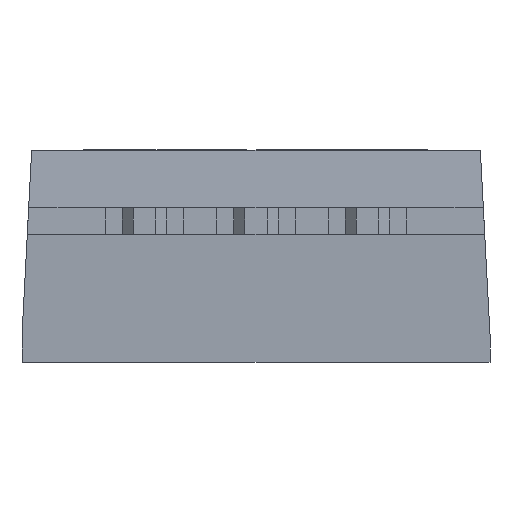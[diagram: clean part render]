
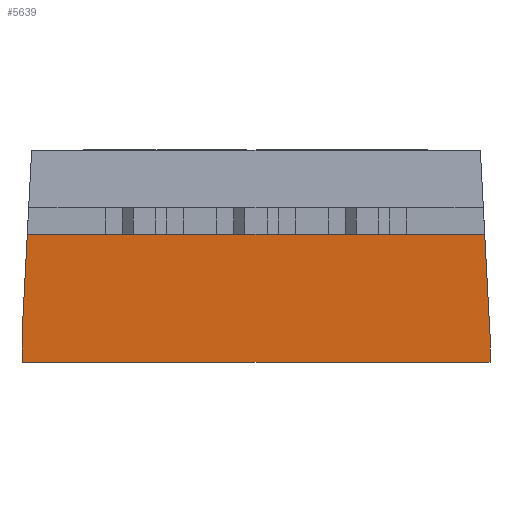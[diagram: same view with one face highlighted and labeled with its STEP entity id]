
A CAD part, front view. The second image highlights one B-rep face of the part: STEP entity #5639.
In plain terms, the highlighted planar face has unit normal (0, -0.999, -0.052).
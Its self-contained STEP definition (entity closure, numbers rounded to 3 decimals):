
#120 = ORIENTED_EDGE ( 'NONE', *, *, #9218, .T. ) ;
#157 = ORIENTED_EDGE ( 'NONE', *, *, #1139, .F. ) ;
#348 = VERTEX_POINT ( 'NONE', #2207 ) ;
#445 = LINE ( 'NONE', #9875, #9904 ) ;
#468 = VECTOR ( 'NONE', #5473, 1000. ) ;
#867 = CARTESIAN_POINT ( 'NONE',  ( -1.65, 0., -0.61 ) ) ;
#923 = VERTEX_POINT ( 'NONE', #8401 ) ;
#938 = EDGE_CURVE ( 'NONE', #923, #9257, #4041, .T. ) ;
#1112 = EDGE_CURVE ( 'NONE', #11015, #7494, #7154, .T. ) ;
#1139 = EDGE_CURVE ( 'NONE', #348, #8318, #2852, .T. ) ;
#1307 = PLANE ( 'NONE',  #7684 ) ;
#1382 = CARTESIAN_POINT ( 'NONE',  ( -5.335, 0., -0.61 ) ) ;
#1551 = LINE ( 'NONE', #1654, #9210 ) ;
#1616 = CARTESIAN_POINT ( 'NONE',  ( -3.43, 0., -0.61 ) ) ;
#1654 = CARTESIAN_POINT ( 'NONE',  ( 5.335, 0., -0.61 ) ) ;
#1695 = CARTESIAN_POINT ( 'NONE',  ( -5.335, 0.153, -3.522 ) ) ;
#1814 = EDGE_CURVE ( 'NONE', #7494, #8685, #1551, .T. ) ;
#1984 = CARTESIAN_POINT ( 'NONE',  ( 5.335, 0.12, -2.9 ) ) ;
#2079 = EDGE_CURVE ( 'NONE', #4568, #9276, #6849, .T. ) ;
#2207 = CARTESIAN_POINT ( 'NONE',  ( 3.43, 0., -0.61 ) ) ;
#2283 = DIRECTION ( 'NONE',  ( 0., -0.999, -0.052 ) ) ;
#2312 = VECTOR ( 'NONE', #6642, 1000. ) ;
#2334 = DIRECTION ( 'NONE',  ( -0.052, 0.052, -0.997 ) ) ;
#2337 = LINE ( 'NONE', #5737, #2312 ) ;
#2500 = DIRECTION ( 'NONE',  ( 1., 0., 0. ) ) ;
#2651 = ORIENTED_EDGE ( 'NONE', *, *, #8999, .T. ) ;
#2757 = LINE ( 'NONE', #9377, #7796 ) ;
#2852 = LINE ( 'NONE', #7213, #8194 ) ;
#2964 = CARTESIAN_POINT ( 'NONE',  ( -5.335, 0.153, -3.522 ) ) ;
#3125 = CARTESIAN_POINT ( 'NONE',  ( -5.335, 0., -0.61 ) ) ;
#3179 = LINE ( 'NONE', #6585, #8642 ) ;
#3198 = DIRECTION ( 'NONE',  ( 1., 0., 0. ) ) ;
#3234 = DIRECTION ( 'NONE',  ( 1., 0., 0. ) ) ;
#3310 = DIRECTION ( 'NONE',  ( 0., -0.052, 0.999 ) ) ;
#3609 = CARTESIAN_POINT ( 'NONE',  ( -5.335, 0., -0.61 ) ) ;
#3645 = LINE ( 'NONE', #9580, #7915 ) ;
#3688 = DIRECTION ( 'NONE',  ( 1., 0., 0. ) ) ;
#3901 = EDGE_CURVE ( 'NONE', #9563, #5431, #8171, .T. ) ;
#3952 = EDGE_CURVE ( 'NONE', #9276, #9563, #2337, .T. ) ;
#4041 = LINE ( 'NONE', #1382, #11036 ) ;
#4436 = DIRECTION ( 'NONE',  ( 1., 0., 0. ) ) ;
#4568 = VERTEX_POINT ( 'NONE', #867 ) ;
#4641 = CARTESIAN_POINT ( 'NONE',  ( 0.89, 0., -0.61 ) ) ;
#4701 = CARTESIAN_POINT ( 'NONE',  ( -5.335, 0., -0.61 ) ) ;
#4714 = ORIENTED_EDGE ( 'NONE', *, *, #1112, .T. ) ;
#5187 = ORIENTED_EDGE ( 'NONE', *, *, #2079, .F. ) ;
#5431 = VERTEX_POINT ( 'NONE', #8549 ) ;
#5473 = DIRECTION ( 'NONE',  ( 1., 0., 0. ) ) ;
#5639 = ADVANCED_FACE ( 'NONE', ( #10721 ), #1307, .T. ) ;
#5688 = DIRECTION ( 'NONE',  ( 0., 0.052, -0.999 ) ) ;
#5737 = CARTESIAN_POINT ( 'NONE',  ( -5.335, 0., -0.61 ) ) ;
#5804 = EDGE_LOOP ( 'NONE', ( #120, #157, #7790, #9039, #10062, #5187, #8372, #10450, #2651, #7811, #4714, #7886 ) ) ;
#6454 = EDGE_CURVE ( 'NONE', #5431, #348, #3645, .T. ) ;
#6585 = CARTESIAN_POINT ( 'NONE',  ( -5.191, -0.024, -0.161 ) ) ;
#6642 = DIRECTION ( 'NONE',  ( 1., 0., 0. ) ) ;
#6849 = LINE ( 'NONE', #3609, #7621 ) ;
#7098 = DIRECTION ( 'NONE',  ( 0., 0.052, -0.999 ) ) ;
#7154 = LINE ( 'NONE', #2964, #468 ) ;
#7198 = CARTESIAN_POINT ( 'NONE',  ( 5.215, 0., -0.61 ) ) ;
#7213 = CARTESIAN_POINT ( 'NONE',  ( -5.335, 0., -0.61 ) ) ;
#7494 = VERTEX_POINT ( 'NONE', #8608 ) ;
#7621 = VECTOR ( 'NONE', #10264, 1000. ) ;
#7684 = AXIS2_PLACEMENT_3D ( 'NONE', #8175, #2283, #5688 ) ;
#7757 = EDGE_CURVE ( 'NONE', #9257, #4568, #2757, .T. ) ;
#7771 = VERTEX_POINT ( 'NONE', #10058 ) ;
#7790 = ORIENTED_EDGE ( 'NONE', *, *, #6454, .F. ) ;
#7796 = VECTOR ( 'NONE', #2500, 1000. ) ;
#7811 = ORIENTED_EDGE ( 'NONE', *, *, #8678, .T. ) ;
#7886 = ORIENTED_EDGE ( 'NONE', *, *, #1814, .T. ) ;
#7915 = VECTOR ( 'NONE', #4436, 1000. ) ;
#8171 = LINE ( 'NONE', #3125, #10864 ) ;
#8175 = CARTESIAN_POINT ( 'NONE',  ( -5.335, 0.076, -2.066 ) ) ;
#8194 = VECTOR ( 'NONE', #3688, 1000. ) ;
#8318 = VERTEX_POINT ( 'NONE', #7198 ) ;
#8372 = ORIENTED_EDGE ( 'NONE', *, *, #7757, .F. ) ;
#8401 = CARTESIAN_POINT ( 'NONE',  ( -5.215, 0., -0.61 ) ) ;
#8549 = CARTESIAN_POINT ( 'NONE',  ( 1.65, 0., -0.61 ) ) ;
#8608 = CARTESIAN_POINT ( 'NONE',  ( 5.335, 0.153, -3.522 ) ) ;
#8642 = VECTOR ( 'NONE', #2334, 1000. ) ;
#8678 = EDGE_CURVE ( 'NONE', #7771, #11015, #8996, .T. ) ;
#8685 = VERTEX_POINT ( 'NONE', #1984 ) ;
#8996 = LINE ( 'NONE', #4701, #9239 ) ;
#8999 = EDGE_CURVE ( 'NONE', #923, #7771, #3179, .T. ) ;
#9032 = DIRECTION ( 'NONE',  ( -0.052, -0.052, 0.997 ) ) ;
#9039 = ORIENTED_EDGE ( 'NONE', *, *, #3901, .F. ) ;
#9210 = VECTOR ( 'NONE', #3310, 1000. ) ;
#9218 = EDGE_CURVE ( 'NONE', #8685, #8318, #445, .T. ) ;
#9239 = VECTOR ( 'NONE', #7098, 1000. ) ;
#9257 = VERTEX_POINT ( 'NONE', #1616 ) ;
#9276 = VERTEX_POINT ( 'NONE', #9356 ) ;
#9356 = CARTESIAN_POINT ( 'NONE',  ( -0.89, 0., -0.61 ) ) ;
#9377 = CARTESIAN_POINT ( 'NONE',  ( -5.335, 0., -0.61 ) ) ;
#9563 = VERTEX_POINT ( 'NONE', #4641 ) ;
#9580 = CARTESIAN_POINT ( 'NONE',  ( -5.335, 0., -0.61 ) ) ;
#9875 = CARTESIAN_POINT ( 'NONE',  ( 5.177, -0.038, 0.117 ) ) ;
#9904 = VECTOR ( 'NONE', #9032, 1000. ) ;
#10058 = CARTESIAN_POINT ( 'NONE',  ( -5.335, 0.12, -2.9 ) ) ;
#10062 = ORIENTED_EDGE ( 'NONE', *, *, #3952, .F. ) ;
#10264 = DIRECTION ( 'NONE',  ( 1., 0., 0. ) ) ;
#10450 = ORIENTED_EDGE ( 'NONE', *, *, #938, .F. ) ;
#10721 = FACE_OUTER_BOUND ( 'NONE', #5804, .T. ) ;
#10864 = VECTOR ( 'NONE', #3234, 1000. ) ;
#11015 = VERTEX_POINT ( 'NONE', #1695 ) ;
#11036 = VECTOR ( 'NONE', #3198, 1000. ) ;
